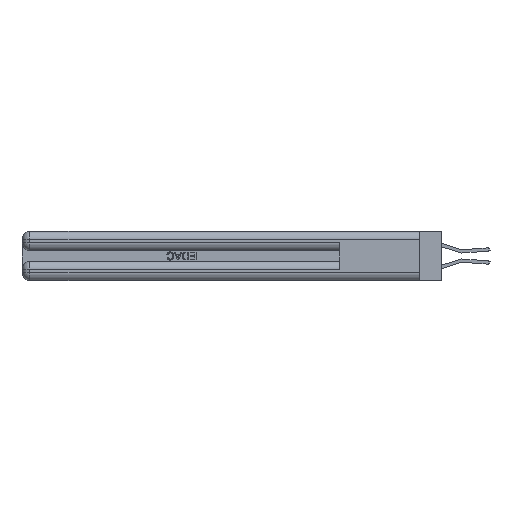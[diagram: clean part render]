
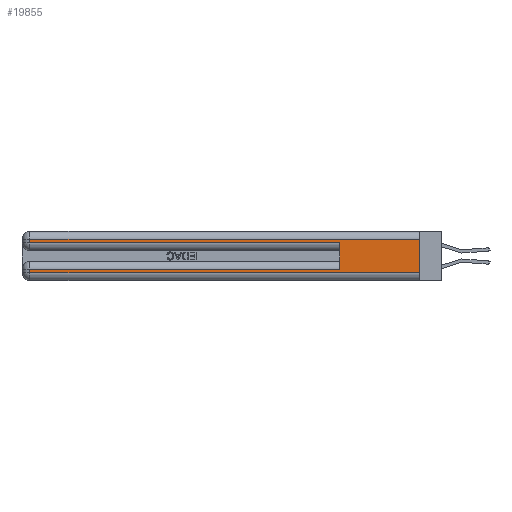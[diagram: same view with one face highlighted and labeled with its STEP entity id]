
A CAD part, left-side view. The second image highlights one B-rep face of the part: STEP entity #19855.
In plain terms, the highlighted planar face has unit normal (-1, 0, 0).
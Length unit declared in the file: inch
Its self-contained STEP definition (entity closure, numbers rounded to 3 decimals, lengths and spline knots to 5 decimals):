
#135 = ORIENTED_EDGE ( 'NONE', *, *, #8800, .T. ) ;
#297 = VECTOR ( 'NONE', #27710, 39.37008 ) ;
#374 = VERTEX_POINT ( 'NONE', #16690 ) ;
#2034 = EDGE_CURVE ( 'NONE', #374, #28644, #31279, .T. ) ;
#5178 = EDGE_CURVE ( 'NONE', #28084, #374, #31574, .T. ) ;
#5625 = ORIENTED_EDGE ( 'NONE', *, *, #13972, .T. ) ;
#6900 = ORIENTED_EDGE ( 'NONE', *, *, #18075, .F. ) ;
#8079 = ORIENTED_EDGE ( 'NONE', *, *, #26921, .T. ) ;
#8800 = EDGE_CURVE ( 'NONE', #34391, #34907, #38090, .T. ) ;
#9632 = AXIS2_PLACEMENT_3D ( 'NONE', #38088, #21812, #28582 ) ;
#10023 = CARTESIAN_POINT ( 'NONE',  ( 0., 0., 0.31 ) ) ;
#11652 = VECTOR ( 'NONE', #39638, 39.37008 ) ;
#11969 = CARTESIAN_POINT ( 'NONE',  ( 0., 2.94, 0.085 ) ) ;
#12270 = EDGE_LOOP ( 'NONE', ( #6900, #8079, #135, #33872, #37921, #5625, #39905, #25473 ) ) ;
#12330 = CARTESIAN_POINT ( 'NONE',  ( 0., 2.94, 0.37 ) ) ;
#12374 = PLANE ( 'NONE',  #9632 ) ;
#13621 = EDGE_CURVE ( 'NONE', #14119, #27737, #33233, .T. ) ;
#13694 = CARTESIAN_POINT ( 'NONE',  ( 0., 0.6, 0.285 ) ) ;
#13972 = EDGE_CURVE ( 'NONE', #14119, #28084, #26146, .T. ) ;
#14119 = VERTEX_POINT ( 'NONE', #38780 ) ;
#14303 = CARTESIAN_POINT ( 'NONE',  ( 0., 2.94, 0.285 ) ) ;
#14453 = VECTOR ( 'NONE', #40470, 39.37008 ) ;
#15739 = DIRECTION ( 'NONE',  ( 0., 0., 1. ) ) ;
#16690 = CARTESIAN_POINT ( 'NONE',  ( 0., 2.94, 0.06 ) ) ;
#17705 = CARTESIAN_POINT ( 'NONE',  ( 0., 0., 0.06 ) ) ;
#17981 = VECTOR ( 'NONE', #35008, 39.37008 ) ;
#18075 = EDGE_CURVE ( 'NONE', #21090, #28644, #39969, .T. ) ;
#19147 = CARTESIAN_POINT ( 'NONE',  ( 0., 0., 0.085 ) ) ;
#19855 = ADVANCED_FACE ( 'NONE', ( #27787 ), #12374, .F. ) ;
#21090 = VERTEX_POINT ( 'NONE', #10023 ) ;
#21812 = DIRECTION ( 'NONE',  ( 1., 0., 0. ) ) ;
#22229 = LINE ( 'NONE', #41571, #35325 ) ;
#22376 = DIRECTION ( 'NONE',  ( 0., 0., -1. ) ) ;
#22511 = DIRECTION ( 'NONE',  ( 0., 1., 0. ) ) ;
#25473 = ORIENTED_EDGE ( 'NONE', *, *, #2034, .T. ) ;
#26146 = LINE ( 'NONE', #19147, #30198 ) ;
#26921 = EDGE_CURVE ( 'NONE', #21090, #34391, #22229, .T. ) ;
#27135 = CARTESIAN_POINT ( 'NONE',  ( 0., 2.94, 0.31 ) ) ;
#27710 = DIRECTION ( 'NONE',  ( 0., -1., 0. ) ) ;
#27737 = VERTEX_POINT ( 'NONE', #13694 ) ;
#27787 = FACE_OUTER_BOUND ( 'NONE', #12270, .T. ) ;
#27866 = CARTESIAN_POINT ( 'NONE',  ( 0., 0.6, 0.145 ) ) ;
#28084 = VERTEX_POINT ( 'NONE', #11969 ) ;
#28582 = DIRECTION ( 'NONE',  ( 0., 0., -1. ) ) ;
#28644 = VERTEX_POINT ( 'NONE', #17705 ) ;
#30198 = VECTOR ( 'NONE', #22511, 39.37008 ) ;
#31279 = LINE ( 'NONE', #36846, #11652 ) ;
#31574 = LINE ( 'NONE', #36832, #14453 ) ;
#32482 = EDGE_CURVE ( 'NONE', #34907, #27737, #37994, .T. ) ;
#33233 = LINE ( 'NONE', #27866, #35251 ) ;
#33872 = ORIENTED_EDGE ( 'NONE', *, *, #32482, .T. ) ;
#34178 = CARTESIAN_POINT ( 'NONE',  ( 0., 0., 0.285 ) ) ;
#34391 = VERTEX_POINT ( 'NONE', #27135 ) ;
#34907 = VERTEX_POINT ( 'NONE', #14303 ) ;
#35008 = DIRECTION ( 'NONE',  ( 0., 0., -1. ) ) ;
#35251 = VECTOR ( 'NONE', #15739, 39.37008 ) ;
#35325 = VECTOR ( 'NONE', #38604, 39.37008 ) ;
#36832 = CARTESIAN_POINT ( 'NONE',  ( 0., 2.94, 0.37 ) ) ;
#36846 = CARTESIAN_POINT ( 'NONE',  ( 0., 0., 0.06 ) ) ;
#37921 = ORIENTED_EDGE ( 'NONE', *, *, #13621, .F. ) ;
#37994 = LINE ( 'NONE', #34178, #297 ) ;
#38088 = CARTESIAN_POINT ( 'NONE',  ( 0., 0., 0.37 ) ) ;
#38090 = LINE ( 'NONE', #12330, #17981 ) ;
#38470 = VECTOR ( 'NONE', #22376, 39.37008 ) ;
#38604 = DIRECTION ( 'NONE',  ( 0., 1., 0. ) ) ;
#38780 = CARTESIAN_POINT ( 'NONE',  ( 0., 0.6, 0.085 ) ) ;
#39638 = DIRECTION ( 'NONE',  ( 0., -1., 0. ) ) ;
#39905 = ORIENTED_EDGE ( 'NONE', *, *, #5178, .T. ) ;
#39969 = LINE ( 'NONE', #41616, #38470 ) ;
#40470 = DIRECTION ( 'NONE',  ( 0., 0., -1. ) ) ;
#41571 = CARTESIAN_POINT ( 'NONE',  ( 0., 0., 0.31 ) ) ;
#41616 = CARTESIAN_POINT ( 'NONE',  ( 0., 0., 0.37 ) ) ;
